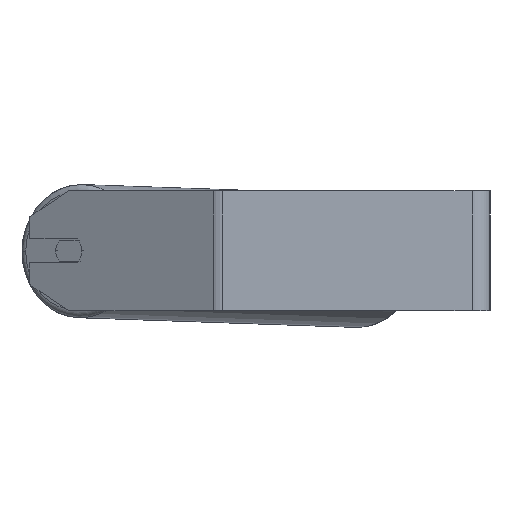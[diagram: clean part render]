
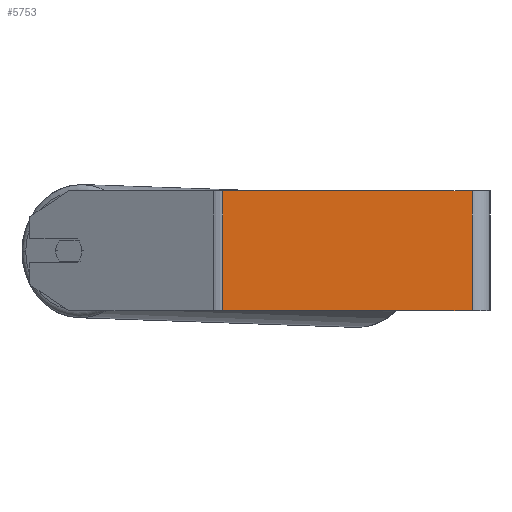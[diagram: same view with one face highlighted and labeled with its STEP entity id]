
A CAD part, left-side view. The second image highlights one B-rep face of the part: STEP entity #5753.
In plain terms, the highlighted planar face has unit normal (-1, 0, 0).
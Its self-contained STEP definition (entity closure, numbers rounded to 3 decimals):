
#137 = LINE ( 'NONE', #3653, #1372 ) ;
#333 = VERTEX_POINT ( 'NONE', #6304 ) ;
#345 = LINE ( 'NONE', #5999, #4690 ) ;
#761 = DIRECTION ( 'NONE',  ( 0., -1., 0. ) ) ;
#805 = CARTESIAN_POINT ( 'NONE',  ( -420., 12., 40. ) ) ;
#1255 = LINE ( 'NONE', #2612, #6081 ) ;
#1284 = ORIENTED_EDGE ( 'NONE', *, *, #3638, .T. ) ;
#1372 = VECTOR ( 'NONE', #6942, 1000. ) ;
#1580 = EDGE_CURVE ( 'NONE', #4044, #4570, #1255, .T. ) ;
#1643 = CARTESIAN_POINT ( 'NONE',  ( -420., 178.507, -40. ) ) ;
#1744 = VERTEX_POINT ( 'NONE', #1643 ) ;
#2008 = FACE_OUTER_BOUND ( 'NONE', #5463, .T. ) ;
#2612 = CARTESIAN_POINT ( 'NONE',  ( -420., 181.722, 40. ) ) ;
#2677 = VECTOR ( 'NONE', #2871, 1000. ) ;
#2703 = CARTESIAN_POINT ( 'NONE',  ( -420., 181.722, 40. ) ) ;
#2812 = EDGE_CURVE ( 'NONE', #4570, #333, #137, .T. ) ;
#2871 = DIRECTION ( 'NONE',  ( 0., 0., -1. ) ) ;
#3193 = DIRECTION ( 'NONE',  ( 0., -1., 0. ) ) ;
#3213 = DIRECTION ( 'NONE',  ( 1., 0., 0. ) ) ;
#3638 = EDGE_CURVE ( 'NONE', #4044, #1744, #4459, .T. ) ;
#3653 = CARTESIAN_POINT ( 'NONE',  ( -420., 12., 40. ) ) ;
#3666 = PLANE ( 'NONE',  #4593 ) ;
#3890 = EDGE_CURVE ( 'NONE', #1744, #333, #345, .T. ) ;
#4044 = VERTEX_POINT ( 'NONE', #5706 ) ;
#4348 = ORIENTED_EDGE ( 'NONE', *, *, #2812, .F. ) ;
#4459 = LINE ( 'NONE', #5040, #2677 ) ;
#4570 = VERTEX_POINT ( 'NONE', #805 ) ;
#4593 = AXIS2_PLACEMENT_3D ( 'NONE', #2703, #3213, #7089 ) ;
#4655 = ORIENTED_EDGE ( 'NONE', *, *, #1580, .F. ) ;
#4690 = VECTOR ( 'NONE', #3193, 1000. ) ;
#5040 = CARTESIAN_POINT ( 'NONE',  ( -420., 178.507, 40. ) ) ;
#5463 = EDGE_LOOP ( 'NONE', ( #6061, #4348, #4655, #1284 ) ) ;
#5706 = CARTESIAN_POINT ( 'NONE',  ( -420., 178.507, 40. ) ) ;
#5753 = ADVANCED_FACE ( 'NONE', ( #2008 ), #3666, .F. ) ;
#5999 = CARTESIAN_POINT ( 'NONE',  ( -420., 181.722, -40. ) ) ;
#6061 = ORIENTED_EDGE ( 'NONE', *, *, #3890, .T. ) ;
#6081 = VECTOR ( 'NONE', #761, 1000. ) ;
#6304 = CARTESIAN_POINT ( 'NONE',  ( -420., 12., -40. ) ) ;
#6942 = DIRECTION ( 'NONE',  ( 0., 0., -1. ) ) ;
#7089 = DIRECTION ( 'NONE',  ( 0., 0., -1. ) ) ;
